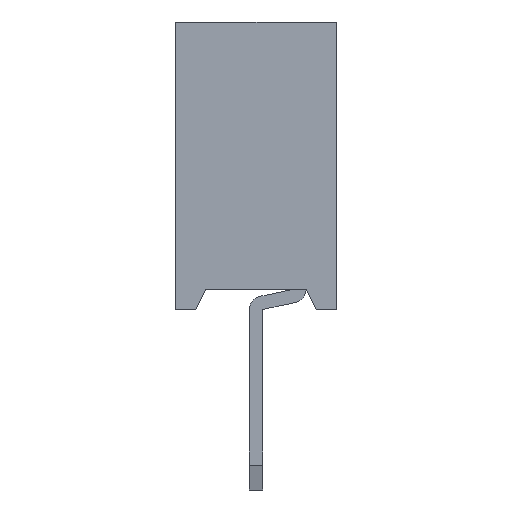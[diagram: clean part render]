
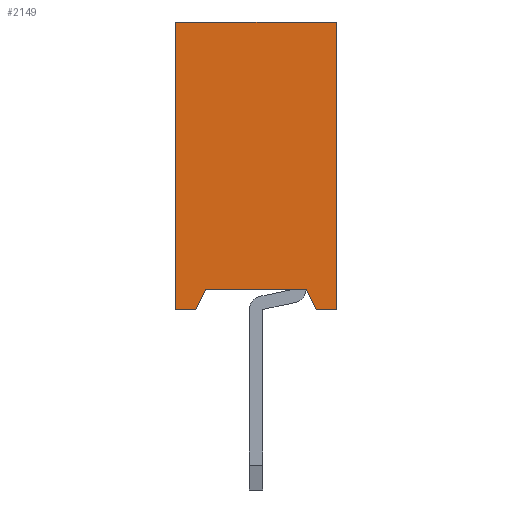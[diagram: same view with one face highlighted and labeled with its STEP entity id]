
A CAD part, left-side view. The second image highlights one B-rep face of the part: STEP entity #2149.
In plain terms, the highlighted planar face has unit normal (-1, 0, 0).
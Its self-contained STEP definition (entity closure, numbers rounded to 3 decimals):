
#2149=ADVANCED_FACE('',(#14510),#14512,.T.);
#14510=FACE_BOUND('',#14511,.T.);
#14511=EDGE_LOOP('',(#23759,#23760,#23761,#23762,#23763,#23764,#23765,#23766));
#14512=PLANE('',#14513);
#14513=AXIS2_PLACEMENT_3D('',#14514,#14515,#14516);
#14514=CARTESIAN_POINT('',(-1.,1.2,0.));
#14515=DIRECTION('',(-1.,0.,0.));
#14516=DIRECTION('',(0.,-1.,0.));
#23759=ORIENTED_EDGE('',*,*,#30794,.T.);
#23760=ORIENTED_EDGE('',*,*,#30439,.T.);
#23761=ORIENTED_EDGE('',*,*,#30795,.T.);
#23762=ORIENTED_EDGE('',*,*,#30796,.T.);
#23763=ORIENTED_EDGE('',*,*,#30797,.T.);
#23764=ORIENTED_EDGE('',*,*,#30798,.F.);
#23765=ORIENTED_EDGE('',*,*,#30799,.F.);
#23766=ORIENTED_EDGE('',*,*,#30755,.T.);
#30439=EDGE_CURVE('',#34241,#34239,#34242,.T.);
#30755=EDGE_CURVE('',#34845,#34843,#34846,.T.);
#30794=EDGE_CURVE('',#34843,#34241,#34891,.F.);
#30795=EDGE_CURVE('',#34239,#34892,#34893,.F.);
#30796=EDGE_CURVE('',#34892,#34894,#34895,.T.);
#30797=EDGE_CURVE('',#34894,#34896,#34897,.T.);
#30798=EDGE_CURVE('',#34898,#34896,#34899,.T.);
#30799=EDGE_CURVE('',#34845,#34898,#34900,.T.);
#34239=VERTEX_POINT('',#40590);
#34241=VERTEX_POINT('',#40594);
#34242=LINE('',#40595,#40596);
#34843=VERTEX_POINT('',#41826);
#34845=VERTEX_POINT('',#41830);
#34846=LINE('',#41831,#41832);
#34891=LINE('',#41954,#41955);
#34892=VERTEX_POINT('',#41957);
#34893=LINE('',#41958,#41959);
#34894=VERTEX_POINT('',#41961);
#34895=LINE('',#41962,#41963);
#34896=VERTEX_POINT('',#41965);
#34897=LINE('',#41966,#41967);
#34898=VERTEX_POINT('',#41969);
#34899=LINE('',#41970,#41971);
#34900=LINE('',#41973,#41974);
#40590=CARTESIAN_POINT('',(-1.,-0.75,0.3));
#40594=CARTESIAN_POINT('',(-1.,0.75,0.3));
#40595=CARTESIAN_POINT('',(-1.,0.75,0.3));
#40596=VECTOR('',#40597,1.);
#40597=DIRECTION('',(0.,-1.,0.));
#41826=CARTESIAN_POINT('',(-1.,0.9,0.));
#41830=CARTESIAN_POINT('',(-1.,1.2,0.));
#41831=CARTESIAN_POINT('',(-1.,1.2,0.));
#41832=VECTOR('',#41833,1.);
#41833=DIRECTION('',(0.,-1.,0.));
#41954=CARTESIAN_POINT('',(-1.,0.75,0.3));
#41955=VECTOR('',#41956,1.);
#41956=DIRECTION('',(0.,0.447,-0.894));
#41957=CARTESIAN_POINT('',(-1.,-0.9,0.));
#41958=CARTESIAN_POINT('',(-1.,-0.9,0.));
#41959=VECTOR('',#41960,1.);
#41960=DIRECTION('',(0.,0.447,0.894));
#41961=CARTESIAN_POINT('',(-1.,-1.2,0.));
#41962=CARTESIAN_POINT('',(-1.,-0.9,0.));
#41963=VECTOR('',#41964,1.);
#41964=DIRECTION('',(0.,-1.,0.));
#41965=CARTESIAN_POINT('',(-1.,-1.2,4.3));
#41966=CARTESIAN_POINT('',(-1.,-1.2,0.));
#41967=VECTOR('',#41968,1.);
#41968=DIRECTION('',(0.,0.,1.));
#41969=CARTESIAN_POINT('',(-1.,1.2,4.3));
#41970=CARTESIAN_POINT('',(-1.,1.2,4.3));
#41971=VECTOR('',#41972,1.);
#41972=DIRECTION('',(0.,-1.,0.));
#41973=CARTESIAN_POINT('',(-1.,1.2,0.));
#41974=VECTOR('',#41975,1.);
#41975=DIRECTION('',(0.,0.,1.));
